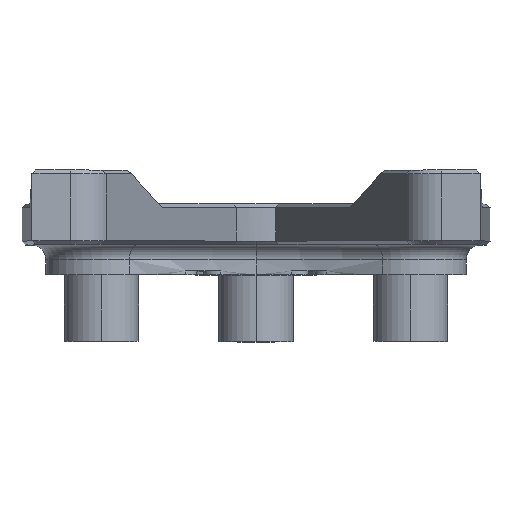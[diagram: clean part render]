
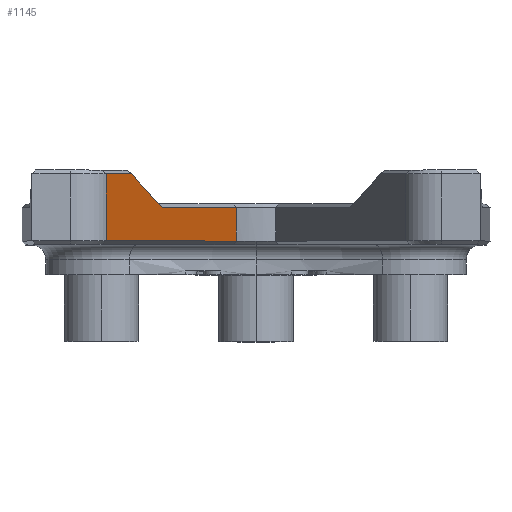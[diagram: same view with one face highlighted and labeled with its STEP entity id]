
A CAD part, top view. The second image highlights one B-rep face of the part: STEP entity #1145.
In plain terms, the highlighted planar face has unit normal (0.918, 0, 0.396).
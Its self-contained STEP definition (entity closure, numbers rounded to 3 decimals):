
#151 = VECTOR ( 'NONE', #4381, 1000. ) ;
#242 = DIRECTION ( 'NONE',  ( 0., -1., 0. ) ) ;
#455 = LINE ( 'NONE', #982, #6095 ) ;
#607 = DIRECTION ( 'NONE',  ( -0.396, 0., 0.918 ) ) ;
#706 = LINE ( 'NONE', #6297, #3243 ) ;
#774 = VERTEX_POINT ( 'NONE', #4031 ) ;
#792 = ORIENTED_EDGE ( 'NONE', *, *, #3939, .T. ) ;
#915 = LINE ( 'NONE', #2484, #2661 ) ;
#982 = CARTESIAN_POINT ( 'NONE',  ( -19.729, 16.695, 56.397 ) ) ;
#1145 = ADVANCED_FACE ( 'NONE', ( #2142 ), #2075, .F. ) ;
#1165 = CARTESIAN_POINT ( 'NONE',  ( -2.649, 4.5, 16.792 ) ) ;
#1339 = AXIS2_PLACEMENT_3D ( 'NONE', #5235, #4180, #4657 ) ;
#1346 = CARTESIAN_POINT ( 'NONE',  ( -20.188, 13.5, 57.46 ) ) ;
#1348 = EDGE_CURVE ( 'NONE', #4832, #6214, #706, .T. ) ;
#1818 = ORIENTED_EDGE ( 'NONE', *, *, #1348, .F. ) ;
#2075 = PLANE ( 'NONE',  #1339 ) ;
#2142 = FACE_OUTER_BOUND ( 'NONE', #4101, .T. ) ;
#2275 = VECTOR ( 'NONE', #607, 1000. ) ;
#2451 = DIRECTION ( 'NONE',  ( 0., -1., 0. ) ) ;
#2483 = DIRECTION ( 'NONE',  ( -0.364, 0.394, 0.844 ) ) ;
#2484 = CARTESIAN_POINT ( 'NONE',  ( -20.188, 13.5, 57.46 ) ) ;
#2661 = VECTOR ( 'NONE', #4532, 1000. ) ;
#2740 = EDGE_CURVE ( 'NONE', #4832, #4128, #3717, .T. ) ;
#2875 = CARTESIAN_POINT ( 'NONE',  ( -2.649, 4.5, 16.792 ) ) ;
#2901 = EDGE_CURVE ( 'NONE', #774, #6214, #6362, .T. ) ;
#3052 = CARTESIAN_POINT ( 'NONE',  ( -12.632, 9., 39.939 ) ) ;
#3120 = ORIENTED_EDGE ( 'NONE', *, *, #2901, .T. ) ;
#3243 = VECTOR ( 'NONE', #242, 1000. ) ;
#3281 = ORIENTED_EDGE ( 'NONE', *, *, #3992, .T. ) ;
#3489 = CARTESIAN_POINT ( 'NONE',  ( -20.188, 14., 57.46 ) ) ;
#3522 = VECTOR ( 'NONE', #2451, 1000. ) ;
#3717 = LINE ( 'NONE', #5237, #2275 ) ;
#3939 = EDGE_CURVE ( 'NONE', #5601, #774, #4429, .T. ) ;
#3992 = EDGE_CURVE ( 'NONE', #4128, #6222, #455, .T. ) ;
#4031 = CARTESIAN_POINT ( 'NONE',  ( -20.188, 4.5, 57.46 ) ) ;
#4101 = EDGE_LOOP ( 'NONE', ( #792, #3120, #1818, #6562, #3281, #6229 ) ) ;
#4128 = VERTEX_POINT ( 'NONE', #3052 ) ;
#4180 = DIRECTION ( 'NONE',  ( -0.918, 0., -0.396 ) ) ;
#4198 = CARTESIAN_POINT ( 'NONE',  ( -2.649, 9., 16.792 ) ) ;
#4381 = DIRECTION ( 'NONE',  ( 0.396, 0., -0.918 ) ) ;
#4429 = LINE ( 'NONE', #3489, #3522 ) ;
#4532 = DIRECTION ( 'NONE',  ( -0.396, 0., 0.918 ) ) ;
#4657 = DIRECTION ( 'NONE',  ( -0.396, 0., 0.918 ) ) ;
#4832 = VERTEX_POINT ( 'NONE', #4198 ) ;
#5024 = EDGE_CURVE ( 'NONE', #6222, #5601, #915, .T. ) ;
#5235 = CARTESIAN_POINT ( 'NONE',  ( -20.188, 14., 57.46 ) ) ;
#5237 = CARTESIAN_POINT ( 'NONE',  ( -20.188, 9., 57.46 ) ) ;
#5601 = VERTEX_POINT ( 'NONE', #1346 ) ;
#6095 = VECTOR ( 'NONE', #2483, 1000. ) ;
#6214 = VERTEX_POINT ( 'NONE', #1165 ) ;
#6222 = VERTEX_POINT ( 'NONE', #6288 ) ;
#6229 = ORIENTED_EDGE ( 'NONE', *, *, #5024, .T. ) ;
#6288 = CARTESIAN_POINT ( 'NONE',  ( -16.783, 13.5, 49.564 ) ) ;
#6297 = CARTESIAN_POINT ( 'NONE',  ( -2.649, 14., 16.792 ) ) ;
#6362 = LINE ( 'NONE', #2875, #151 ) ;
#6562 = ORIENTED_EDGE ( 'NONE', *, *, #2740, .T. ) ;
